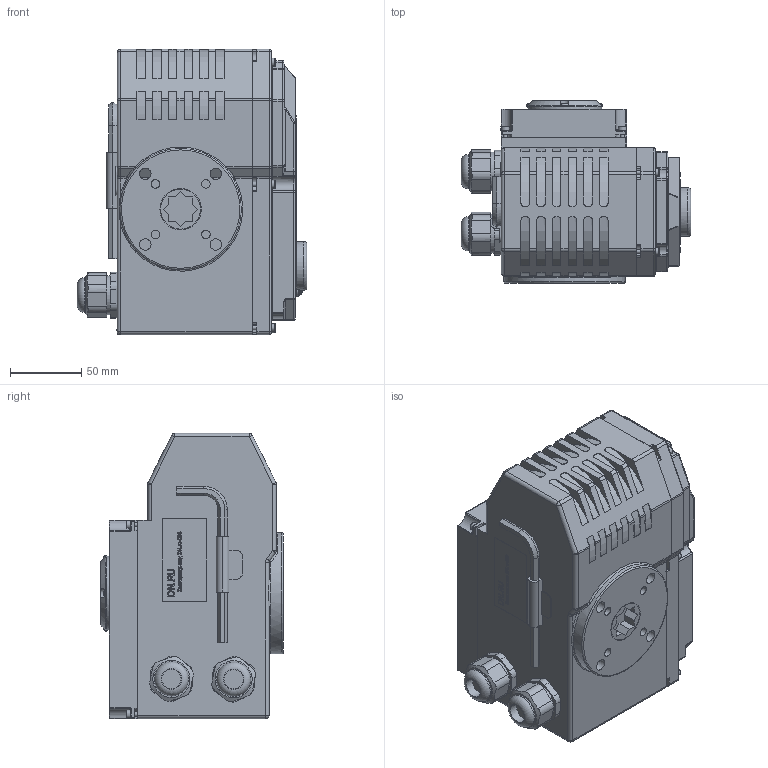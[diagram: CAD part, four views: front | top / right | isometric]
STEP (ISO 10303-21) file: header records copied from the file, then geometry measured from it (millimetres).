
FILE_DESCRIPTION(/* description */ (''),/* implementation_level */ '2;1');
FILE_NAME(/* name */ 'QT-008_3D_STEP.stp',/* time_stamp */ '2025-12-11T08:13:13+03:00',/* author */ ('igorr'),/* organization */ (''),/* preprocessor_version */ 'ST-DEVELOPER v20',/* originating_system */ 'Autodesk Inventor 2025',/* authorisation */ '');
FILE_SCHEMA (('AUTOMOTIVE_DESIGN { 1 0 10303 214 3 1 1 }'));
Length unit declared in the file: millimetre
Products named in the file (7): Сборка; Деталь; AS 1427 - M3 x 16; AS 1427 - M3 x 5; Деталь1; Деталь1_1; AS 1420 - 1973 - M3 x 20
Assembly tree (19 placements, depth 2):
  Сборка
    Деталь
    AS 1420 - 1973 - M3 x 20  x10
    AS 1427 - M3 x 16  x4
    AS 1427 - M3 x 5
    Деталь1_1  x2
    Деталь1
Bounding box: 160.9 x 128 x 200 mm (x, y, z)
Volume: 2439408.2 mm3; surface area: 191303.8 mm2
Topology: 19 solids, 19 shells, 1540 faces, 3961 edges, 2559 vertices
Faces by surface type: plane 705, cylinder 337, bspline 262, torus 110, cone 88, sphere 38
Full cylindrical faces by diameter (mm): 2.693 x5, 3 x15, 5.5 x10, 6 x4, 8 x4, 13.606 x2, 23.953 x2, 27.184 x2, 28 x1, 29 x1, 34.169 x1, 34.486 x1, 40 x1, 42.826 x1, 52 x1, 85 x1
Entity records: 43322 total; most frequent: CARTESIAN_POINT 11923, ORIENTED_EDGE 6622, DIRECTION 5529, EDGE_CURVE 3311, VERTEX_POINT 2130, LINE 1883, VECTOR 1883, AXIS2_PLACEMENT_3D 1823
